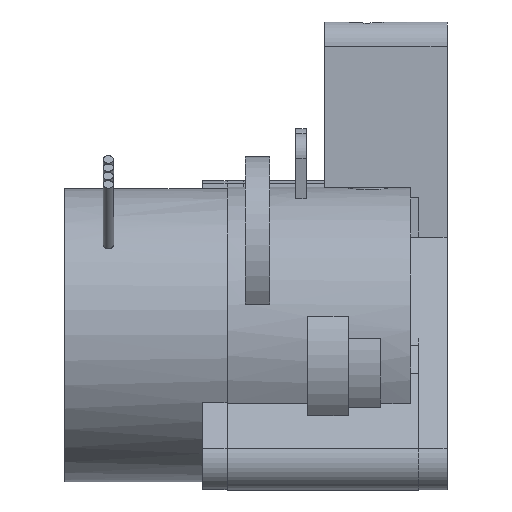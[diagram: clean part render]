
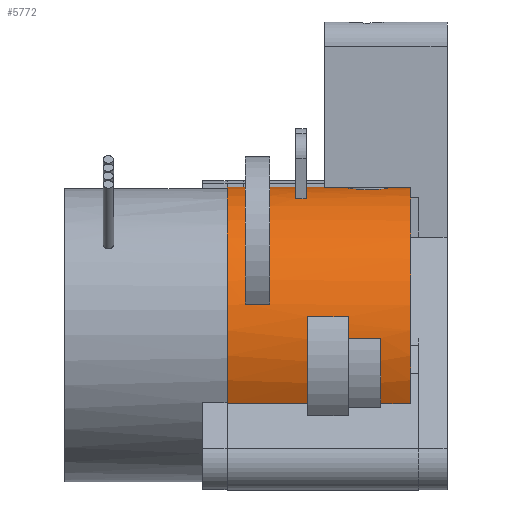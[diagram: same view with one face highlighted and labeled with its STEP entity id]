
A CAD part, left-side view. The second image highlights one B-rep face of the part: STEP entity #5772.
In plain terms, the highlighted cylindrical face has radius 18.25 mm (diameter 36.5 mm), a partial arc.
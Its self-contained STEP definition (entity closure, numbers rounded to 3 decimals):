
#111=B_SPLINE_CURVE_WITH_KNOTS('',3,(#8712,#8713,#8714,#8715,#8716,#8717,
#8718,#8719,#8720,#8721,#8722,#8723,#8724,#8725,#8726,#8727,#8728,#8729,
#8730),.UNSPECIFIED.,.F.,.F.,(4,2,2,2,3,2,2,2,4),(-0.498,-0.374,
-0.249,-0.125,0.,0.125,0.249,
0.374,0.498),.UNSPECIFIED.);
#617=FACE_OUTER_BOUND('',#987,.T.);
#987=EDGE_LOOP('',(#4192,#4193,#4194,#4195,#4196,#4197,#4198,#4199,#4200,
#4201,#4202,#4203,#4204,#4205,#4206,#4207,#4208,#4209,#4210,#4211));
#1403=LINE('',#8639,#1854);
#1409=LINE('',#8650,#1860);
#1418=LINE('',#8675,#1869);
#1422=LINE('',#8683,#1873);
#1426=LINE('',#8691,#1877);
#1427=LINE('',#8695,#1878);
#1430=LINE('',#8705,#1881);
#1431=LINE('',#8709,#1882);
#1432=LINE('',#8734,#1883);
#1433=LINE('',#8739,#1884);
#1854=VECTOR('',#6983,1000.);
#1860=VECTOR('',#6989,1000.);
#1869=VECTOR('',#7012,1000.);
#1873=VECTOR('',#7016,1000.);
#1877=VECTOR('',#7020,1000.);
#1878=VECTOR('',#7023,1000.);
#1881=VECTOR('',#7032,1000.);
#1882=VECTOR('',#7035,1000.);
#1883=VECTOR('',#7042,1000.);
#1884=VECTOR('',#7047,1000.);
#2239=CIRCLE('',#6188,18.25);
#2256=CIRCLE('',#6214,18.25);
#2257=CIRCLE('',#6215,18.25);
#2258=CIRCLE('',#6216,18.25);
#2259=CIRCLE('',#6217,18.25);
#2260=CIRCLE('',#6218,18.25);
#2261=CIRCLE('',#6219,18.25);
#2262=CIRCLE('',#6220,18.25);
#2263=CIRCLE('',#6221,18.25);
#2507=VERTEX_POINT('',#8584);
#2508=VERTEX_POINT('',#8586);
#2528=VERTEX_POINT('',#8636);
#2529=VERTEX_POINT('',#8638);
#2534=VERTEX_POINT('',#8648);
#2543=VERTEX_POINT('',#8674);
#2546=VERTEX_POINT('',#8680);
#2547=VERTEX_POINT('',#8682);
#2550=VERTEX_POINT('',#8688);
#2551=VERTEX_POINT('',#8690);
#2552=VERTEX_POINT('',#8692);
#2553=VERTEX_POINT('',#8694);
#2556=VERTEX_POINT('',#8702);
#2557=VERTEX_POINT('',#8704);
#2558=VERTEX_POINT('',#8706);
#2559=VERTEX_POINT('',#8708);
#2560=VERTEX_POINT('',#8731);
#2561=VERTEX_POINT('',#8733);
#2562=VERTEX_POINT('',#8736);
#2563=VERTEX_POINT('',#8738);
#3124=EDGE_CURVE('',#2507,#2508,#2239,.T.);
#3151=EDGE_CURVE('',#2529,#2528,#1403,.T.);
#3157=EDGE_CURVE('',#2507,#2534,#1409,.T.);
#3169=EDGE_CURVE('',#2508,#2543,#1418,.T.);
#3173=EDGE_CURVE('',#2546,#2547,#1422,.T.);
#3177=EDGE_CURVE('',#2550,#2551,#1426,.T.);
#3179=EDGE_CURVE('',#2552,#2553,#1427,.T.);
#3183=EDGE_CURVE('',#2534,#2556,#2256,.T.);
#3184=EDGE_CURVE('',#2557,#2556,#1430,.T.);
#3185=EDGE_CURVE('',#2558,#2557,#2257,.T.);
#3186=EDGE_CURVE('',#2559,#2558,#1431,.T.);
#3187=EDGE_CURVE('',#2529,#2559,#2258,.T.);
#3188=EDGE_CURVE('',#2553,#2528,#2259,.T.);
#3189=EDGE_CURVE('',#2552,#2551,#111,.T.);
#3190=EDGE_CURVE('',#2550,#2560,#2260,.T.);
#3191=EDGE_CURVE('',#2561,#2560,#1432,.T.);
#3192=EDGE_CURVE('',#2547,#2561,#2261,.T.);
#3193=EDGE_CURVE('',#2562,#2546,#2262,.T.);
#3194=EDGE_CURVE('',#2563,#2562,#1433,.T.);
#3195=EDGE_CURVE('',#2563,#2543,#2263,.T.);
#4192=ORIENTED_EDGE('',*,*,#3157,.T.);
#4193=ORIENTED_EDGE('',*,*,#3183,.T.);
#4194=ORIENTED_EDGE('',*,*,#3184,.F.);
#4195=ORIENTED_EDGE('',*,*,#3185,.F.);
#4196=ORIENTED_EDGE('',*,*,#3186,.F.);
#4197=ORIENTED_EDGE('',*,*,#3187,.F.);
#4198=ORIENTED_EDGE('',*,*,#3151,.T.);
#4199=ORIENTED_EDGE('',*,*,#3188,.F.);
#4200=ORIENTED_EDGE('',*,*,#3179,.F.);
#4201=ORIENTED_EDGE('',*,*,#3189,.T.);
#4202=ORIENTED_EDGE('',*,*,#3177,.F.);
#4203=ORIENTED_EDGE('',*,*,#3190,.T.);
#4204=ORIENTED_EDGE('',*,*,#3191,.F.);
#4205=ORIENTED_EDGE('',*,*,#3192,.F.);
#4206=ORIENTED_EDGE('',*,*,#3173,.F.);
#4207=ORIENTED_EDGE('',*,*,#3193,.F.);
#4208=ORIENTED_EDGE('',*,*,#3194,.F.);
#4209=ORIENTED_EDGE('',*,*,#3195,.T.);
#4210=ORIENTED_EDGE('',*,*,#3169,.F.);
#4211=ORIENTED_EDGE('',*,*,#3124,.F.);
#5595=CYLINDRICAL_SURFACE('',#6213,18.25);
#5772=ADVANCED_FACE('',(#617),#5595,.T.);
#6188=AXIS2_PLACEMENT_3D('',#8587,#6936,#6937);
#6213=AXIS2_PLACEMENT_3D('',#8701,#7028,#7029);
#6214=AXIS2_PLACEMENT_3D('',#8703,#7030,#7031);
#6215=AXIS2_PLACEMENT_3D('',#8707,#7033,#7034);
#6216=AXIS2_PLACEMENT_3D('',#8710,#7036,#7037);
#6217=AXIS2_PLACEMENT_3D('',#8711,#7038,#7039);
#6218=AXIS2_PLACEMENT_3D('',#8732,#7040,#7041);
#6219=AXIS2_PLACEMENT_3D('',#8735,#7043,#7044);
#6220=AXIS2_PLACEMENT_3D('',#8737,#7045,#7046);
#6221=AXIS2_PLACEMENT_3D('',#8740,#7048,#7049);
#6936=DIRECTION('center_axis',(0.,0.,-1.));
#6937=DIRECTION('ref_axis',(1.,0.,0.));
#6983=DIRECTION('',(0.,0.,1.));
#6989=DIRECTION('',(0.,0.,1.));
#7012=DIRECTION('',(0.,0.,1.));
#7016=DIRECTION('',(0.,0.,1.));
#7020=DIRECTION('',(0.,0.,1.));
#7023=DIRECTION('',(0.,0.,1.));
#7028=DIRECTION('center_axis',(0.,0.,1.));
#7029=DIRECTION('ref_axis',(-0.855,0.518,0.));
#7030=DIRECTION('center_axis',(0.,0.,-1.));
#7031=DIRECTION('ref_axis',(1.,0.,0.));
#7032=DIRECTION('',(0.,0.,-1.));
#7033=DIRECTION('center_axis',(0.,0.,-1.));
#7034=DIRECTION('ref_axis',(1.,0.,0.));
#7035=DIRECTION('',(0.,0.,-1.));
#7036=DIRECTION('center_axis',(0.,0.,-1.));
#7037=DIRECTION('ref_axis',(1.,0.,0.));
#7038=DIRECTION('center_axis',(0.,0.,1.));
#7039=DIRECTION('ref_axis',(1.,0.,0.));
#7040=DIRECTION('center_axis',(0.,0.,1.));
#7041=DIRECTION('ref_axis',(1.,0.,0.));
#7042=DIRECTION('',(0.,0.,1.));
#7043=DIRECTION('center_axis',(0.,0.,1.));
#7044=DIRECTION('ref_axis',(1.,0.,0.));
#7045=DIRECTION('center_axis',(0.,0.,-1.));
#7046=DIRECTION('ref_axis',(1.,0.,0.));
#7047=DIRECTION('',(0.,0.,1.));
#7048=DIRECTION('center_axis',(0.,0.,-1.));
#7049=DIRECTION('ref_axis',(1.,0.,0.));
#8584=CARTESIAN_POINT('',(-16.181,-8.441,-23.65));
#8586=CARTESIAN_POINT('',(0.,18.25,-23.65));
#8587=CARTESIAN_POINT('Origin',(0.,0.,-23.65));
#8636=CARTESIAN_POINT('',(-16.181,-8.441,-1.));
#8638=CARTESIAN_POINT('',(-16.181,-8.441,-4.7));
#8639=CARTESIAN_POINT('',(-16.181,-8.441,-77.673));
#8648=CARTESIAN_POINT('',(-16.181,-8.441,-13.7));
#8650=CARTESIAN_POINT('',(-16.181,-8.441,-77.673));
#8674=CARTESIAN_POINT('',(0.,18.25,-21.4));
#8675=CARTESIAN_POINT('',(0.,18.25,-77.673));
#8680=CARTESIAN_POINT('',(0.,18.25,-18.4));
#8682=CARTESIAN_POINT('',(0.,18.25,-15.15));
#8683=CARTESIAN_POINT('',(0.,18.25,-77.673));
#8688=CARTESIAN_POINT('',(0.,18.25,-13.9));
#8690=CARTESIAN_POINT('',(0.,18.25,-9.5));
#8691=CARTESIAN_POINT('',(0.,18.25,-77.673));
#8692=CARTESIAN_POINT('',(0.,18.25,-2.9));
#8694=CARTESIAN_POINT('',(0.,18.25,-1.));
#8695=CARTESIAN_POINT('',(0.,18.25,-77.673));
#8701=CARTESIAN_POINT('Origin',(0.,0.,-77.673));
#8702=CARTESIAN_POINT('',(-18.107,2.282,-13.7));
#8703=CARTESIAN_POINT('Origin',(0.,0.,-13.7));
#8704=CARTESIAN_POINT('',(-18.107,2.282,-8.7));
#8705=CARTESIAN_POINT('',(-18.107,2.282,-11.2));
#8706=CARTESIAN_POINT('',(-18.246,-0.365,-8.7));
#8707=CARTESIAN_POINT('Origin',(0.,0.,-8.7));
#8708=CARTESIAN_POINT('',(-18.246,-0.365,-4.7));
#8709=CARTESIAN_POINT('',(-18.246,-0.365,-6.7));
#8710=CARTESIAN_POINT('Origin',(0.,0.,-4.7));
#8711=CARTESIAN_POINT('Origin',(0.,0.,-1.));
#8712=CARTESIAN_POINT('Ctrl Pts',(0.,18.25,-2.9));
#8713=CARTESIAN_POINT('Ctrl Pts',(-0.415,18.25,-2.9));
#8714=CARTESIAN_POINT('Ctrl Pts',(-0.858,18.234,-2.983));
#8715=CARTESIAN_POINT('Ctrl Pts',(-1.671,18.178,-3.32));
#8716=CARTESIAN_POINT('Ctrl Pts',(-2.041,18.138,-3.574));
#8717=CARTESIAN_POINT('Ctrl Pts',(-2.626,18.063,-4.159));
#8718=CARTESIAN_POINT('Ctrl Pts',(-2.88,18.022,-4.529));
#8719=CARTESIAN_POINT('Ctrl Pts',(-3.217,17.965,-5.342));
#8720=CARTESIAN_POINT('Ctrl Pts',(-3.3,17.949,-5.785));
#8721=CARTESIAN_POINT('Ctrl Pts',(-3.3,17.949,-6.2));
#8722=CARTESIAN_POINT('Ctrl Pts',(-3.3,17.949,-6.615));
#8723=CARTESIAN_POINT('Ctrl Pts',(-3.217,17.965,-7.058));
#8724=CARTESIAN_POINT('Ctrl Pts',(-2.88,18.022,-7.871));
#8725=CARTESIAN_POINT('Ctrl Pts',(-2.626,18.063,-8.241));
#8726=CARTESIAN_POINT('Ctrl Pts',(-2.041,18.138,-8.826));
#8727=CARTESIAN_POINT('Ctrl Pts',(-1.671,18.178,-9.08));
#8728=CARTESIAN_POINT('Ctrl Pts',(-0.858,18.234,-9.417));
#8729=CARTESIAN_POINT('Ctrl Pts',(-0.415,18.25,-9.5));
#8730=CARTESIAN_POINT('Ctrl Pts',(0.,18.25,-9.5));
#8731=CARTESIAN_POINT('',(-6.971,16.866,-13.9));
#8732=CARTESIAN_POINT('Origin',(0.,0.,-13.9));
#8733=CARTESIAN_POINT('',(-6.971,16.866,-15.15));
#8734=CARTESIAN_POINT('',(-6.971,16.866,-15.15));
#8735=CARTESIAN_POINT('Origin',(0.,0.,-15.15));
#8736=CARTESIAN_POINT('',(-17.841,3.844,-18.4));
#8737=CARTESIAN_POINT('Origin',(0.,0.,-18.4));
#8738=CARTESIAN_POINT('',(-17.841,3.844,-21.4));
#8739=CARTESIAN_POINT('',(-17.841,3.844,-19.9));
#8740=CARTESIAN_POINT('Origin',(0.,0.,-21.4));
